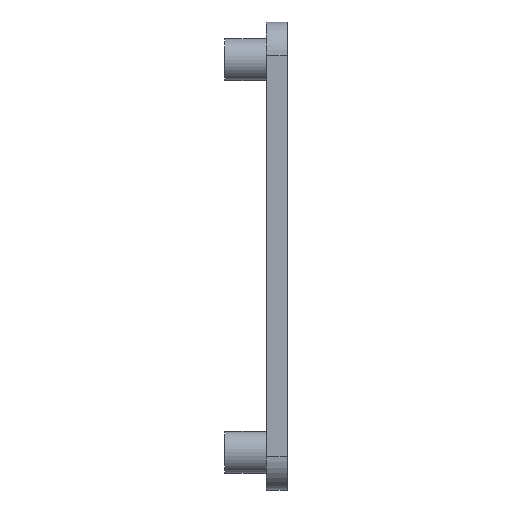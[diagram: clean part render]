
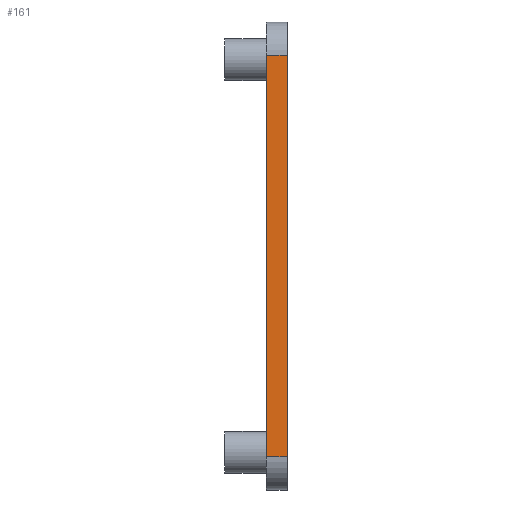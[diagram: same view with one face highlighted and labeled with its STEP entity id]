
A CAD part, left-side view. The second image highlights one B-rep face of the part: STEP entity #161.
In plain terms, the highlighted planar face has unit normal (-1, 0, 0).
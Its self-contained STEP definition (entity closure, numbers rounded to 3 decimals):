
#161=ADVANCED_FACE('',(#749),#751,.T.);
#749=FACE_BOUND('',#750,.T.);
#750=EDGE_LOOP('',(#1260,#1261,#1262,#1263));
#751=PLANE('',#752);
#752=AXIS2_PLACEMENT_3D('',#753,#754,#755);
#753=CARTESIAN_POINT('',(-57.46,0.,-24.));
#754=DIRECTION('',(-1.,0.,0.));
#755=DIRECTION('',(0.,0.,1.));
#1260=ORIENTED_EDGE('',*,*,#1498,.T.);
#1261=ORIENTED_EDGE('',*,*,#1549,.T.);
#1262=ORIENTED_EDGE('',*,*,#1443,.F.);
#1263=ORIENTED_EDGE('',*,*,#1548,.F.);
#1443=EDGE_CURVE('',#1605,#1607,#1608,.T.);
#1498=EDGE_CURVE('',#1716,#1714,#1717,.T.);
#1548=EDGE_CURVE('',#1716,#1605,#1809,.T.);
#1549=EDGE_CURVE('',#1714,#1607,#1810,.T.);
#1605=VERTEX_POINT('',#1886);
#1607=VERTEX_POINT('',#1891);
#1608=LINE('',#1892,#1893);
#1714=VERTEX_POINT('',#2131);
#1716=VERTEX_POINT('',#2136);
#1717=LINE('',#2137,#2138);
#1809=LINE('',#2349,#2350);
#1810=LINE('',#2352,#2353);
#1886=CARTESIAN_POINT('',(-57.46,2.5,-24.));
#1891=CARTESIAN_POINT('',(-57.46,2.5,24.));
#1892=CARTESIAN_POINT('',(-57.46,2.5,-24.));
#1893=VECTOR('',#1894,1.);
#1894=DIRECTION('',(0.,0.,1.));
#2131=CARTESIAN_POINT('',(-57.46,0.,24.));
#2136=CARTESIAN_POINT('',(-57.46,0.,-24.));
#2137=CARTESIAN_POINT('',(-57.46,0.,-24.));
#2138=VECTOR('',#2139,1.);
#2139=DIRECTION('',(0.,0.,1.));
#2349=CARTESIAN_POINT('',(-57.46,0.,-24.));
#2350=VECTOR('',#2351,1.);
#2351=DIRECTION('',(0.,1.,0.));
#2352=CARTESIAN_POINT('',(-57.46,0.,24.));
#2353=VECTOR('',#2354,1.);
#2354=DIRECTION('',(0.,1.,0.));
